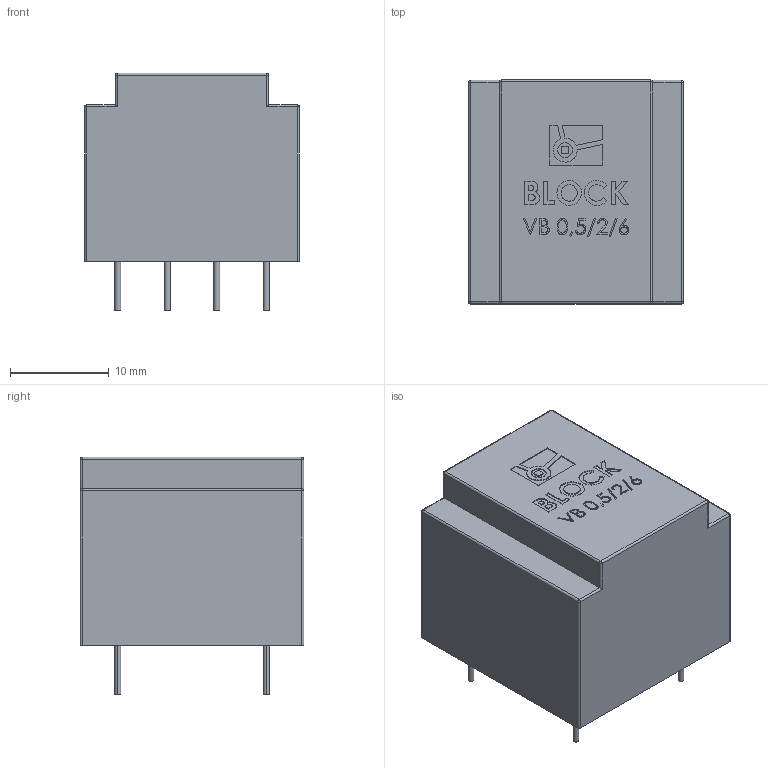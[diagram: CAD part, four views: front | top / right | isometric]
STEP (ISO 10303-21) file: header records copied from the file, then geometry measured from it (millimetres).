
FILE_DESCRIPTION(('FreeCAD Model'),'2;1');
FILE_NAME('Schnitt-Linear austragen2.step', '2018-05-31T09:22:26',('kicad StepUp'),('ksu MCAD'), 'Open CASCADE STEP processor 6.8','FreeCAD','Unknown');
FILE_SCHEMA(('AUTOMOTIVE_DESIGN_CC2 { 1 2 10303 214 -1 1 5 4 }'));
Length unit declared in the file: millimetre
Products named in the file (1): Schnitt-Linear_austragen2
Bounding box: 21.7 x 22.6 x 24 mm (x, y, z)
Volume: 8873.2 mm3; surface area: 2677.9 mm2
Topology: 1 solids, 1 shells, 279 faces, 718 edges, 464 vertices
Faces by surface type: plane 172, bspline 67, cylinder 32, sphere 8
Entity records: 14365 total; most frequent: CARTESIAN_POINT 6077, ORIENTED_EDGE 1420, DIRECTION 1054, EDGE_CURVE 710, LINE 516, VECTOR 516, VERTEX_POINT 464, FACE_BOUND 310
